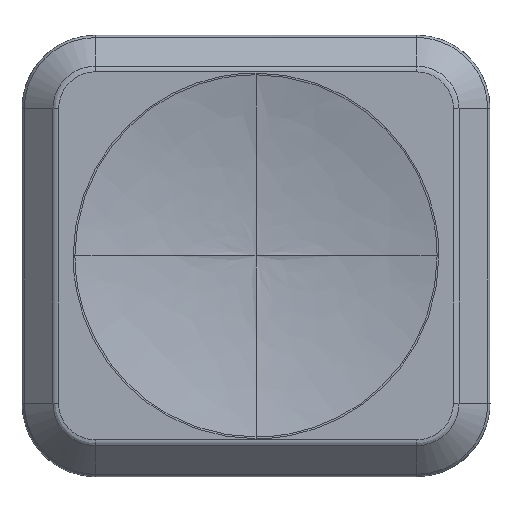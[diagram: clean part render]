
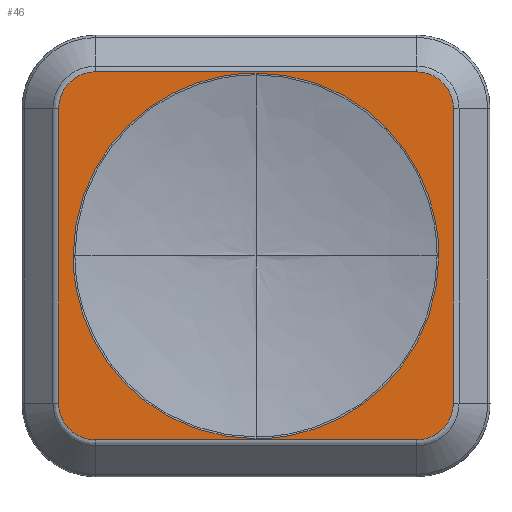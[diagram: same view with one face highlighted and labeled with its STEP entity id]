
A CAD part, top view. The second image highlights one B-rep face of the part: STEP entity #46.
In plain terms, the highlighted planar face has unit normal (0, 0, 1).
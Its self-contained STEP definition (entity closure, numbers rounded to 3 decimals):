
#24=FACE_BOUND('',#229,.T.);
#46=ADVANCED_FACE('',(#137,#24),#1298,.T.);
#137=FACE_OUTER_BOUND('',#228,.T.);
#228=EDGE_LOOP('',(#381,#382,#383,#384,#385,#386,#387,#388));
#229=EDGE_LOOP('',(#389,#390,#391,#392));
#381=ORIENTED_EDGE('',*,*,#748,.F.);
#382=ORIENTED_EDGE('',*,*,#749,.F.);
#383=ORIENTED_EDGE('',*,*,#734,.F.);
#384=ORIENTED_EDGE('',*,*,#737,.F.);
#385=ORIENTED_EDGE('',*,*,#739,.F.);
#386=ORIENTED_EDGE('',*,*,#741,.F.);
#387=ORIENTED_EDGE('',*,*,#743,.F.);
#388=ORIENTED_EDGE('',*,*,#745,.F.);
#389=ORIENTED_EDGE('',*,*,#765,.T.);
#390=ORIENTED_EDGE('',*,*,#758,.T.);
#391=ORIENTED_EDGE('',*,*,#762,.T.);
#392=ORIENTED_EDGE('',*,*,#763,.T.);
#734=EDGE_CURVE('',#1137,#1138,#920,.T.);
#737=EDGE_CURVE('',#1139,#1137,#923,.T.);
#739=EDGE_CURVE('',#1140,#1139,#925,.T.);
#741=EDGE_CURVE('',#1141,#1140,#927,.T.);
#743=EDGE_CURVE('',#1142,#1141,#929,.T.);
#745=EDGE_CURVE('',#1143,#1142,#931,.T.);
#748=EDGE_CURVE('',#1144,#1143,#934,.T.);
#749=EDGE_CURVE('',#1138,#1144,#935,.T.);
#758=EDGE_CURVE('',#1152,#1153,#944,.T.);
#762=EDGE_CURVE('',#1153,#1150,#948,.T.);
#763=EDGE_CURVE('',#1150,#1151,#949,.T.);
#765=EDGE_CURVE('',#1151,#1152,#951,.T.);
#920=(
BOUNDED_CURVE()
B_SPLINE_CURVE(1,(#2144,#2145),.UNSPECIFIED.,.F.,.F.)
B_SPLINE_CURVE_WITH_KNOTS((2,2),(61.594,73.287),
 .UNSPECIFIED.)
CURVE()
GEOMETRIC_REPRESENTATION_ITEM()
RATIONAL_B_SPLINE_CURVE((1.,1.))
REPRESENTATION_ITEM('')
);
#923=(
BOUNDED_CURVE()
B_SPLINE_CURVE(2,(#2152,#2153,#2154),.UNSPECIFIED.,.F.,.F.)
B_SPLINE_CURVE_WITH_KNOTS((3,3),(119.465,123.188),
 .UNSPECIFIED.)
CURVE()
GEOMETRIC_REPRESENTATION_ITEM()
RATIONAL_B_SPLINE_CURVE((1.,0.707,1.))
REPRESENTATION_ITEM('')
);
#925=(
BOUNDED_CURVE()
B_SPLINE_CURVE(1,(#2158,#2159),.UNSPECIFIED.,.F.,.F.)
B_SPLINE_CURVE_WITH_KNOTS((2,2),(107.806,119.465),
 .UNSPECIFIED.)
CURVE()
GEOMETRIC_REPRESENTATION_ITEM()
RATIONAL_B_SPLINE_CURVE((1.,1.))
REPRESENTATION_ITEM('')
);
#927=(
BOUNDED_CURVE()
B_SPLINE_CURVE(2,(#2163,#2164,#2165),.UNSPECIFIED.,.F.,.F.)
B_SPLINE_CURVE_WITH_KNOTS((3,3),(104.084,107.806),
 .UNSPECIFIED.)
CURVE()
GEOMETRIC_REPRESENTATION_ITEM()
RATIONAL_B_SPLINE_CURVE((1.,0.707,1.))
REPRESENTATION_ITEM('')
);
#929=(
BOUNDED_CURVE()
B_SPLINE_CURVE(1,(#2169,#2170),.UNSPECIFIED.,.F.,.F.)
B_SPLINE_CURVE_WITH_KNOTS((2,2),(92.391,104.084),
 .UNSPECIFIED.)
CURVE()
GEOMETRIC_REPRESENTATION_ITEM()
RATIONAL_B_SPLINE_CURVE((1.,1.))
REPRESENTATION_ITEM('')
);
#931=(
BOUNDED_CURVE()
B_SPLINE_CURVE(2,(#2174,#2175,#2176),.UNSPECIFIED.,.F.,.F.)
B_SPLINE_CURVE_WITH_KNOTS((3,3),(88.669,92.391),
 .UNSPECIFIED.)
CURVE()
GEOMETRIC_REPRESENTATION_ITEM()
RATIONAL_B_SPLINE_CURVE((1.,0.707,1.))
REPRESENTATION_ITEM('')
);
#934=(
BOUNDED_CURVE()
B_SPLINE_CURVE(1,(#2182,#2183),.UNSPECIFIED.,.F.,.F.)
B_SPLINE_CURVE_WITH_KNOTS((2,2),(0.,12.5),.UNSPECIFIED.)
CURVE()
GEOMETRIC_REPRESENTATION_ITEM()
RATIONAL_B_SPLINE_CURVE((1.,1.))
REPRESENTATION_ITEM('')
);
#935=(
BOUNDED_CURVE()
B_SPLINE_CURVE(2,(#2184,#2185,#2186),.UNSPECIFIED.,.F.,.F.)
B_SPLINE_CURVE_WITH_KNOTS((3,3),(73.287,77.01),
 .UNSPECIFIED.)
CURVE()
GEOMETRIC_REPRESENTATION_ITEM()
RATIONAL_B_SPLINE_CURVE((1.,0.707,1.))
REPRESENTATION_ITEM('')
);
#944=(
BOUNDED_CURVE()
B_SPLINE_CURVE(2,(#2211,#2212,#2213),.UNSPECIFIED.,.F.,.F.)
B_SPLINE_CURVE_WITH_KNOTS((3,3),(0.,11.747),.UNSPECIFIED.)
CURVE()
GEOMETRIC_REPRESENTATION_ITEM()
RATIONAL_B_SPLINE_CURVE((1.,0.707,1.))
REPRESENTATION_ITEM('')
);
#948=(
BOUNDED_CURVE()
B_SPLINE_CURVE(2,(#2223,#2224,#2225),.UNSPECIFIED.,.F.,.F.)
B_SPLINE_CURVE_WITH_KNOTS((3,3),(0.,11.747),.UNSPECIFIED.)
CURVE()
GEOMETRIC_REPRESENTATION_ITEM()
RATIONAL_B_SPLINE_CURVE((1.,0.707,1.))
REPRESENTATION_ITEM('')
);
#949=(
BOUNDED_CURVE()
B_SPLINE_CURVE(2,(#2226,#2227,#2228),.UNSPECIFIED.,.F.,.F.)
B_SPLINE_CURVE_WITH_KNOTS((3,3),(0.,11.747),.UNSPECIFIED.)
CURVE()
GEOMETRIC_REPRESENTATION_ITEM()
RATIONAL_B_SPLINE_CURVE((1.,0.707,1.))
REPRESENTATION_ITEM('')
);
#951=(
BOUNDED_CURVE()
B_SPLINE_CURVE(2,(#2232,#2233,#2234),.UNSPECIFIED.,.F.,.F.)
B_SPLINE_CURVE_WITH_KNOTS((3,3),(0.,11.747),.UNSPECIFIED.)
CURVE()
GEOMETRIC_REPRESENTATION_ITEM()
RATIONAL_B_SPLINE_CURVE((1.,0.707,1.))
REPRESENTATION_ITEM('')
);
#1137=VERTEX_POINT('',#1920);
#1138=VERTEX_POINT('',#1921);
#1139=VERTEX_POINT('',#1922);
#1140=VERTEX_POINT('',#1923);
#1141=VERTEX_POINT('',#1924);
#1142=VERTEX_POINT('',#1925);
#1143=VERTEX_POINT('',#1926);
#1144=VERTEX_POINT('',#1927);
#1150=VERTEX_POINT('',#1933);
#1151=VERTEX_POINT('',#1934);
#1152=VERTEX_POINT('',#1935);
#1153=VERTEX_POINT('',#1936);
#1298=PLANE('',#1347);
#1347=AXIS2_PLACEMENT_3D('',#1563,#1401,$);
#1401=DIRECTION('',(0.,0.,1.));
#1563=CARTESIAN_POINT('',(-58.215,1.673,9.449));
#1920=CARTESIAN_POINT('',(-56.691,1.535,9.449));
#1921=CARTESIAN_POINT('',(-44.641,1.535,9.449));
#1922=CARTESIAN_POINT('',(-58.067,0.159,9.449));
#1923=CARTESIAN_POINT('',(-58.067,-10.891,9.449));
#1924=CARTESIAN_POINT('',(-56.691,-12.266,9.449));
#1925=CARTESIAN_POINT('',(-44.641,-12.266,9.449));
#1926=CARTESIAN_POINT('',(-43.265,-10.891,9.449));
#1927=CARTESIAN_POINT('',(-43.265,0.159,9.449));
#1933=CARTESIAN_POINT('',(-50.666,-12.221,9.449));
#1934=CARTESIAN_POINT('',(-57.522,-5.366,9.449));
#1935=CARTESIAN_POINT('',(-50.666,1.49,9.449));
#1936=CARTESIAN_POINT('',(-43.81,-5.366,9.449));
#2144=CARTESIAN_POINT('',(-56.691,1.535,9.449));
#2145=CARTESIAN_POINT('',(-44.641,1.535,9.449));
#2152=CARTESIAN_POINT('',(-58.067,0.159,9.449));
#2153=CARTESIAN_POINT('',(-58.067,1.535,9.449));
#2154=CARTESIAN_POINT('',(-56.691,1.535,9.449));
#2158=CARTESIAN_POINT('',(-58.067,-10.891,9.449));
#2159=CARTESIAN_POINT('',(-58.067,0.159,9.449));
#2163=CARTESIAN_POINT('',(-56.691,-12.266,9.449));
#2164=CARTESIAN_POINT('',(-58.067,-12.266,9.449));
#2165=CARTESIAN_POINT('',(-58.067,-10.891,9.449));
#2169=CARTESIAN_POINT('',(-44.641,-12.266,9.449));
#2170=CARTESIAN_POINT('',(-56.691,-12.266,9.449));
#2174=CARTESIAN_POINT('',(-43.265,-10.891,9.449));
#2175=CARTESIAN_POINT('',(-43.265,-12.266,9.449));
#2176=CARTESIAN_POINT('',(-44.641,-12.266,9.449));
#2182=CARTESIAN_POINT('',(-43.265,0.159,9.449));
#2183=CARTESIAN_POINT('',(-43.265,-10.891,9.449));
#2184=CARTESIAN_POINT('',(-44.641,1.535,9.449));
#2185=CARTESIAN_POINT('',(-43.265,1.535,9.449));
#2186=CARTESIAN_POINT('',(-43.265,0.159,9.449));
#2211=CARTESIAN_POINT('',(-50.666,1.49,9.449));
#2212=CARTESIAN_POINT('',(-43.81,1.49,9.449));
#2213=CARTESIAN_POINT('',(-43.81,-5.366,9.449));
#2223=CARTESIAN_POINT('',(-43.81,-5.366,9.449));
#2224=CARTESIAN_POINT('',(-43.81,-12.221,9.449));
#2225=CARTESIAN_POINT('',(-50.666,-12.221,9.449));
#2226=CARTESIAN_POINT('',(-50.666,-12.221,9.449));
#2227=CARTESIAN_POINT('',(-57.522,-12.221,9.449));
#2228=CARTESIAN_POINT('',(-57.522,-5.366,9.449));
#2232=CARTESIAN_POINT('',(-57.522,-5.366,9.449));
#2233=CARTESIAN_POINT('',(-57.522,1.49,9.449));
#2234=CARTESIAN_POINT('',(-50.666,1.49,9.449));
